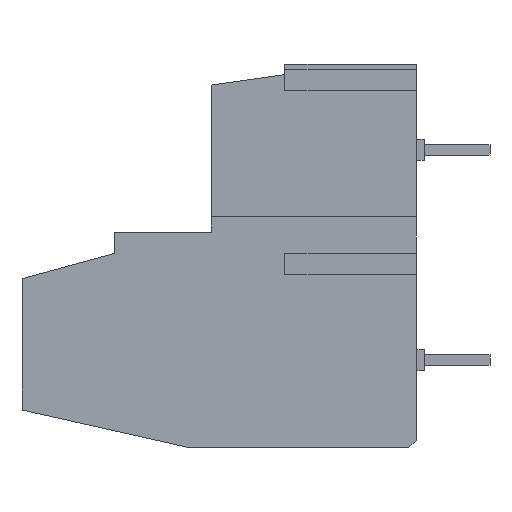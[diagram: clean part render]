
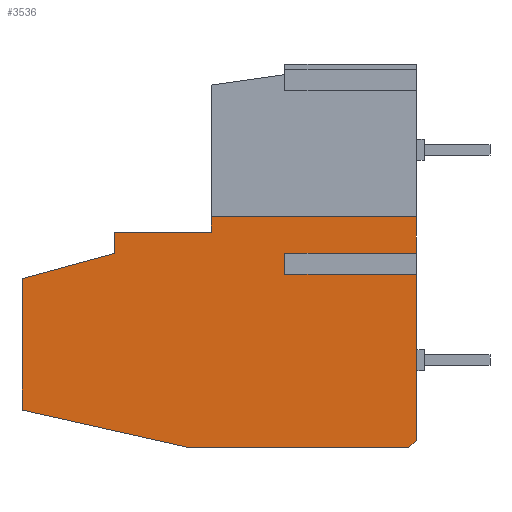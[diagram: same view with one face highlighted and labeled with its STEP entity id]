
A CAD part, left-side view. The second image highlights one B-rep face of the part: STEP entity #3536.
In plain terms, the highlighted planar face has unit normal (-1, 0, 0).
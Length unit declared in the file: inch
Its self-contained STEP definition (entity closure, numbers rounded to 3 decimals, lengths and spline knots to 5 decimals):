
#1=DIRECTION('',(0.,1.,0.));
#2=VECTOR('',#1,0.25);
#3=CARTESIAN_POINT('',(-0.3,0.,0.37));
#4=LINE('',#3,#2);
#5=DIRECTION('',(0.,0.,-1.));
#6=VECTOR('',#5,0.04);
#7=CARTESIAN_POINT('',(-0.3,0.25,0.37));
#8=LINE('',#7,#6);
#9=DIRECTION('',(0.,1.,0.));
#10=VECTOR('',#9,0.25);
#11=CARTESIAN_POINT('',(-0.3,0.,0.33));
#12=LINE('',#11,#10);
#13=DIRECTION('',(0.,-0.707,0.707));
#14=VECTOR('',#13,0.02121);
#15=CARTESIAN_POINT('',(-0.3,0.015,0.));
#16=LINE('',#15,#14);
#17=DIRECTION('',(0.,1.,0.));
#18=VECTOR('',#17,0.415);
#19=CARTESIAN_POINT('',(-0.3,0.015,0.));
#20=LINE('',#19,#18);
#21=DIRECTION('',(0.,0.976,0.22));
#22=VECTOR('',#21,0.328);
#23=CARTESIAN_POINT('',(-0.3,0.43,0.));
#24=LINE('',#23,#22);
#25=DIRECTION('',(0.,0.,1.));
#26=VECTOR('',#25,0.25);
#27=CARTESIAN_POINT('',(-0.3,0.75,0.072));
#28=LINE('',#27,#26);
#29=DIRECTION('',(0.,-0.964,0.265));
#30=VECTOR('',#29,0.18146);
#31=CARTESIAN_POINT('',(-0.3,0.75,0.322));
#32=LINE('',#31,#30);
#33=DIRECTION('',(0.,0.,1.));
#34=VECTOR('',#33,0.04);
#35=CARTESIAN_POINT('',(-0.3,0.575,0.37));
#36=LINE('',#35,#34);
#37=DIRECTION('',(0.,-1.,0.));
#38=VECTOR('',#37,0.185);
#39=CARTESIAN_POINT('',(-0.3,0.575,0.41));
#40=LINE('',#39,#38);
#41=DIRECTION('',(0.,0.,-1.));
#42=VECTOR('',#41,0.03);
#43=CARTESIAN_POINT('',(-0.3,0.39,0.44));
#44=LINE('',#43,#42);
#45=DIRECTION('',(0.,1.,0.));
#46=VECTOR('',#45,0.39);
#47=CARTESIAN_POINT('',(-0.3,0.,0.44));
#48=LINE('',#47,#46);
#133=DIRECTION('',(0.,0.,1.));
#134=VECTOR('',#133,0.315);
#135=CARTESIAN_POINT('',(-0.3,0.,0.015));
#136=LINE('',#135,#134);
#141=DIRECTION('',(0.,0.,1.));
#142=VECTOR('',#141,0.07);
#143=CARTESIAN_POINT('',(-0.3,0.,0.37));
#144=LINE('',#143,#142);
#2693=CARTESIAN_POINT('',(-0.3,0.43,0.));
#2694=CARTESIAN_POINT('',(-0.3,0.75,0.072));
#2695=VERTEX_POINT('',#2693);
#2696=VERTEX_POINT('',#2694);
#2697=CARTESIAN_POINT('',(-0.3,0.75,0.322));
#2698=VERTEX_POINT('',#2697);
#2705=CARTESIAN_POINT('',(-0.3,0.575,0.37));
#2706=VERTEX_POINT('',#2705);
#2707=CARTESIAN_POINT('',(-0.3,0.575,0.41));
#2708=VERTEX_POINT('',#2707);
#2959=CARTESIAN_POINT('',(-0.3,0.015,0.));
#2960=CARTESIAN_POINT('',(-0.3,0.,0.015));
#2961=VERTEX_POINT('',#2959);
#2962=VERTEX_POINT('',#2960);
#3025=CARTESIAN_POINT('',(-0.3,0.,0.37));
#3026=CARTESIAN_POINT('',(-0.3,0.25,0.37));
#3027=VERTEX_POINT('',#3025);
#3028=VERTEX_POINT('',#3026);
#3029=CARTESIAN_POINT('',(-0.3,0.25,0.33));
#3030=VERTEX_POINT('',#3029);
#3031=CARTESIAN_POINT('',(-0.3,0.,0.33));
#3032=VERTEX_POINT('',#3031);
#3053=CARTESIAN_POINT('',(-0.3,0.39,0.41));
#3055=VERTEX_POINT('',#3053);
#3067=CARTESIAN_POINT('',(-0.3,0.,0.44));
#3068=CARTESIAN_POINT('',(-0.3,0.39,0.44));
#3069=VERTEX_POINT('',#3067);
#3070=VERTEX_POINT('',#3068);
#3501=CARTESIAN_POINT('',(-0.3,0.,0.));
#3502=DIRECTION('',(1.,0.,0.));
#3503=DIRECTION('',(0.,0.,-1.));
#3504=AXIS2_PLACEMENT_3D('',#3501,#3502,#3503);
#3505=PLANE('',#3504);
#3507=ORIENTED_EDGE('',*,*,#3506,.T.);
#3509=ORIENTED_EDGE('',*,*,#3508,.T.);
#3511=ORIENTED_EDGE('',*,*,#3510,.F.);
#3513=ORIENTED_EDGE('',*,*,#3512,.F.);
#3515=ORIENTED_EDGE('',*,*,#3514,.F.);
#3517=ORIENTED_EDGE('',*,*,#3516,.T.);
#3519=ORIENTED_EDGE('',*,*,#3518,.T.);
#3521=ORIENTED_EDGE('',*,*,#3520,.T.);
#3523=ORIENTED_EDGE('',*,*,#3522,.T.);
#3525=ORIENTED_EDGE('',*,*,#3524,.T.);
#3527=ORIENTED_EDGE('',*,*,#3526,.T.);
#3529=ORIENTED_EDGE('',*,*,#3528,.F.);
#3531=ORIENTED_EDGE('',*,*,#3530,.F.);
#3533=ORIENTED_EDGE('',*,*,#3532,.F.);
#3534=EDGE_LOOP('',(#3507,#3509,#3511,#3513,#3515,#3517,#3519,#3521,#3523,#3525,
#3527,#3529,#3531,#3533));
#3535=FACE_OUTER_BOUND('',#3534,.F.);
#3536=ADVANCED_FACE('',(#3535),#3505,.F.);
#3506=EDGE_CURVE('',#3027,#3028,#4,.T.);
#3508=EDGE_CURVE('',#3028,#3030,#8,.T.);
#3510=EDGE_CURVE('',#3032,#3030,#12,.T.);
#3512=EDGE_CURVE('',#2962,#3032,#136,.T.);
#3514=EDGE_CURVE('',#2961,#2962,#16,.T.);
#3516=EDGE_CURVE('',#2961,#2695,#20,.T.);
#3518=EDGE_CURVE('',#2695,#2696,#24,.T.);
#3520=EDGE_CURVE('',#2696,#2698,#28,.T.);
#3522=EDGE_CURVE('',#2698,#2706,#32,.T.);
#3524=EDGE_CURVE('',#2706,#2708,#36,.T.);
#3526=EDGE_CURVE('',#2708,#3055,#40,.T.);
#3528=EDGE_CURVE('',#3070,#3055,#44,.T.);
#3530=EDGE_CURVE('',#3069,#3070,#48,.T.);
#3532=EDGE_CURVE('',#3027,#3069,#144,.T.);
